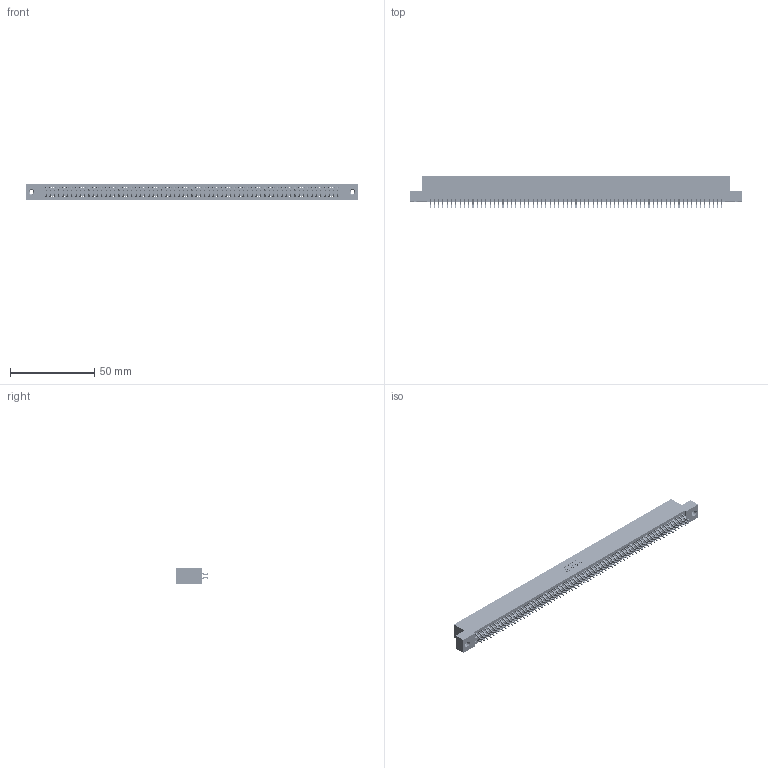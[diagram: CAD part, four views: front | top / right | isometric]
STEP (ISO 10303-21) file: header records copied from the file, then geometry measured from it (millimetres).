
FILE_DESCRIPTION (( 'STEP AP203' ), '1' );
FILE_NAME ('345-138-556-208.STEP', '2019-11-08T17:03:45', ( '' ), ( '' ), 'SwSTEP 2.0', 'SolidWorks 2016', '' );
FILE_SCHEMA (( 'CONFIG_CONTROL_DESIGN' ));
Length unit declared in the file: inch
Products named in the file (4): 345 Part_Flush Mounting Lugs - 0.156 Dia-TI; 345-292-001_556 Tail; 345-138-556-208; 345-250-001_345-250-003-102
Assembly tree (141 placements, depth 2):
  345-138-556-208
    345 Part_Flush Mounting Lugs - 0.156 Dia-TI
    345-292-001_556 Tail  x138
    345-250-001_345-250-003-102  x2
Bounding box: 196.47 x 19.24 x 9.4 mm (x, y, z)
Volume: 19323.8 mm3; surface area: 28979.4 mm2
Topology: 141 solids, 141 shells, 7914 faces, 23523 edges, 15490 vertices
Faces by surface type: plane 5218, cylinder 2680, cone 12, torus 4
Entity records: 51910 total; most frequent: CARTESIAN_POINT 8671, ORIENTED_EDGE 8586, DIRECTION 7627, EDGE_CURVE 4293, LINE 3857, VECTOR 3857, VERTEX_POINT 2856, AXIS2_PLACEMENT_3D 1885
